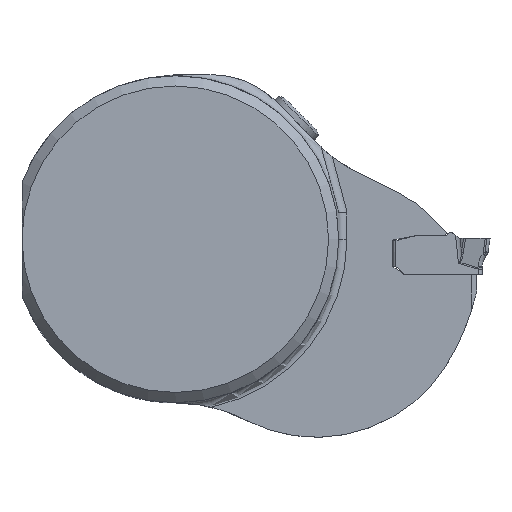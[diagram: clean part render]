
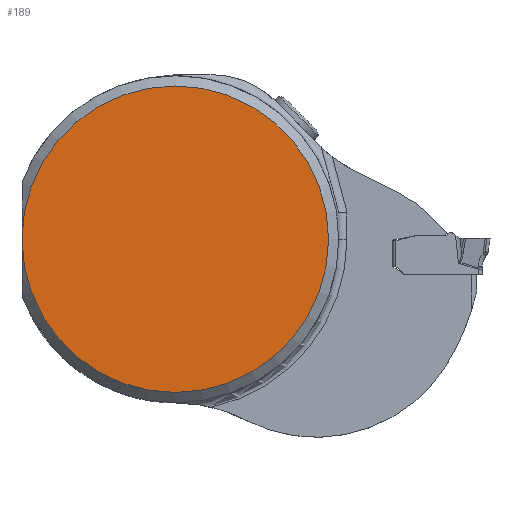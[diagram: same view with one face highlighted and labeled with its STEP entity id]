
A CAD part, top view. The second image highlights one B-rep face of the part: STEP entity #189.
In plain terms, the highlighted planar face has unit normal (0, 0, 1).
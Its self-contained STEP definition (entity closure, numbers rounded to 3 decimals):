
#189=ADVANCED_FACE('',(#371),#316,.F.);
#316=PLANE('',#2442);
#371=FACE_OUTER_BOUND('',#498,.T.);
#498=EDGE_LOOP('',(#870));
#770=CIRCLE('',#2439,15.);
#870=ORIENTED_EDGE('',*,*,#1736,.T.);
#1521=VERTEX_POINT('',#3314);
#1736=EDGE_CURVE('',#1521,#1521,#770,.T.);
#2439=AXIS2_PLACEMENT_3D('',#3315,#2685,#2686);
#2442=AXIS2_PLACEMENT_3D('',#3361,#2691,#2692);
#2685=DIRECTION('',(0.,0.,1.));
#2686=DIRECTION('',(1.,0.,0.));
#2691=DIRECTION('',(0.,0.,-1.));
#2692=DIRECTION('',(1.,0.,0.));
#3314=CARTESIAN_POINT('',(-15.,0.,0.325));
#3315=CARTESIAN_POINT('',(0.,0.,0.325));
#3361=CARTESIAN_POINT('',(0.,0.,0.325));
